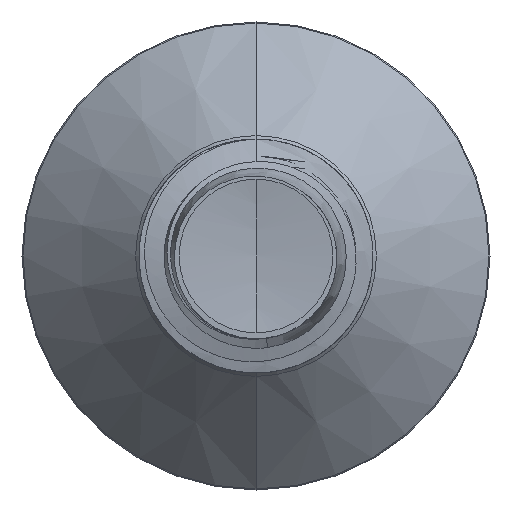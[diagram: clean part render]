
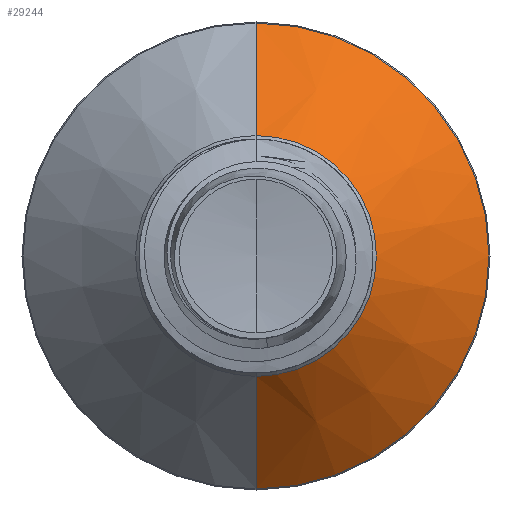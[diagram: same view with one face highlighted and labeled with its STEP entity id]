
A CAD part, front view. The second image highlights one B-rep face of the part: STEP entity #29244.
In plain terms, the highlighted conical face has half-angle 45 degrees and reference radius 3.088 mm.
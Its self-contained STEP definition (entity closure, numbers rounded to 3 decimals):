
#604 = CARTESIAN_POINT ( 'NONE',  ( 0., 26.239, 0. ) ) ;
#1448 = AXIS2_PLACEMENT_3D ( 'NONE', #37281, #37498, #1909 ) ;
#1909 = DIRECTION ( 'NONE',  ( 0., 0., 1. ) ) ;
#3839 = DIRECTION ( 'NONE',  ( 0., 0., 1. ) ) ;
#5979 = VERTEX_POINT ( 'NONE', #35088 ) ;
#7211 = FACE_OUTER_BOUND ( 'NONE', #20228, .T. ) ;
#11563 = AXIS2_PLACEMENT_3D ( 'NONE', #33155, #15619, #35816 ) ;
#12062 = CARTESIAN_POINT ( 'NONE',  ( 0., 26.239, -3.089 ) ) ;
#13141 = VECTOR ( 'NONE', #37882, 1000. ) ;
#13444 = VERTEX_POINT ( 'NONE', #12062 ) ;
#14114 = LINE ( 'NONE', #27059, #13141 ) ;
#14502 = EDGE_CURVE ( 'NONE', #16793, #5979, #36394, .T. ) ;
#15619 = DIRECTION ( 'NONE',  ( 0., 1., 0. ) ) ;
#16126 = CARTESIAN_POINT ( 'NONE',  ( 0., 26.239, 3.089 ) ) ;
#16793 = VERTEX_POINT ( 'NONE', #27382 ) ;
#17063 = CIRCLE ( 'NONE', #11563, 5.974 ) ;
#17403 = ORIENTED_EDGE ( 'NONE', *, *, #31469, .T. ) ;
#20228 = EDGE_LOOP ( 'NONE', ( #25022, #17403, #37775, #24075 ) ) ;
#21272 = EDGE_CURVE ( 'NONE', #16793, #13444, #26585, .T. ) ;
#22438 = VECTOR ( 'NONE', #33610, 1000. ) ;
#22575 = DIRECTION ( 'NONE',  ( 0., 1., 0. ) ) ;
#23125 = CARTESIAN_POINT ( 'NONE',  ( 0., 29.124, -5.974 ) ) ;
#24075 = ORIENTED_EDGE ( 'NONE', *, *, #14502, .F. ) ;
#25022 = ORIENTED_EDGE ( 'NONE', *, *, #21272, .T. ) ;
#25162 = EDGE_CURVE ( 'NONE', #5979, #38266, #17063, .T. ) ;
#26585 = CIRCLE ( 'NONE', #34714, 3.089 ) ;
#26965 = CONICAL_SURFACE ( 'NONE', #1448, 3.089, 0.785 ) ;
#27059 = CARTESIAN_POINT ( 'NONE',  ( 0., 26.239, -3.089 ) ) ;
#27382 = CARTESIAN_POINT ( 'NONE',  ( 0., 26.239, 3.089 ) ) ;
#29244 = ADVANCED_FACE ( 'NONE', ( #7211 ), #26965, .T. ) ;
#31469 = EDGE_CURVE ( 'NONE', #13444, #38266, #14114, .T. ) ;
#33155 = CARTESIAN_POINT ( 'NONE',  ( 0., 29.124, 0. ) ) ;
#33610 = DIRECTION ( 'NONE',  ( 0., 0.707, 0.707 ) ) ;
#34714 = AXIS2_PLACEMENT_3D ( 'NONE', #604, #22575, #3839 ) ;
#35088 = CARTESIAN_POINT ( 'NONE',  ( 0., 29.124, 5.974 ) ) ;
#35816 = DIRECTION ( 'NONE',  ( 0., 0., 1. ) ) ;
#36394 = LINE ( 'NONE', #16126, #22438 ) ;
#37281 = CARTESIAN_POINT ( 'NONE',  ( 0., 26.239, 0. ) ) ;
#37498 = DIRECTION ( 'NONE',  ( 0., 1., 0. ) ) ;
#37775 = ORIENTED_EDGE ( 'NONE', *, *, #25162, .F. ) ;
#37882 = DIRECTION ( 'NONE',  ( 0., 0.707, -0.707 ) ) ;
#38266 = VERTEX_POINT ( 'NONE', #23125 ) ;
